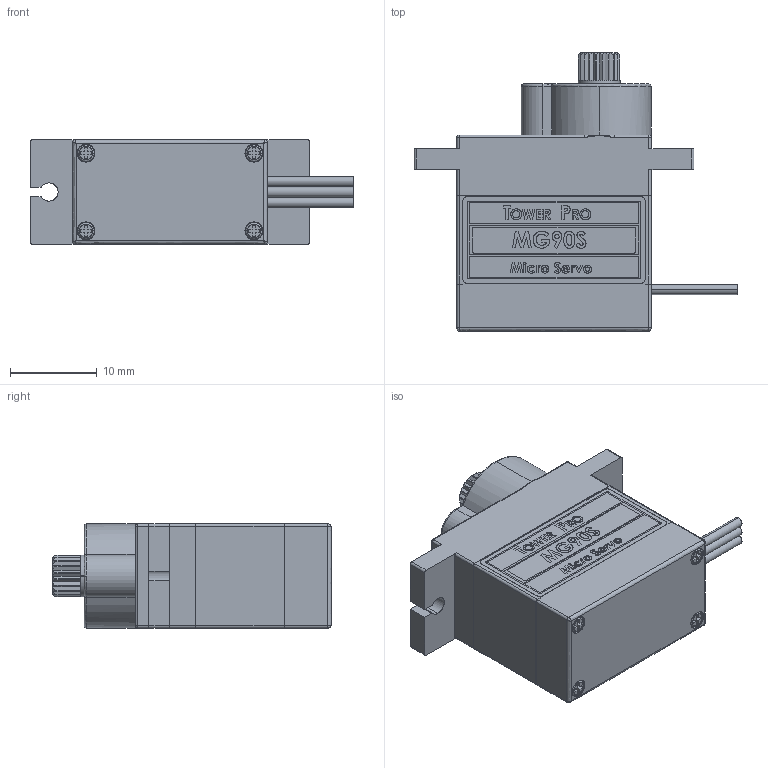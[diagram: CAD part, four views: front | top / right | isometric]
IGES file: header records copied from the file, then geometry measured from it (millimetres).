
Start section: SolidWorks IGES file using analytic representation for surfaces
Global section: file name: servo MG90S.IGS; native system: SolidWorks 2012; preprocessor: SolidWorks 2012; author: dwilliams; date: 140219.101745; units: millimetre
Bounding box: 37.33 x 32.1 x 12.05 mm (x, y, z)
Surface area: 2990.4 mm2 (no closed solid volume)
Topology: 0 solids, 0 shells, 991 faces, 9714 edges, 9700 vertices
Faces by surface type: bspline 856, revolution 135
